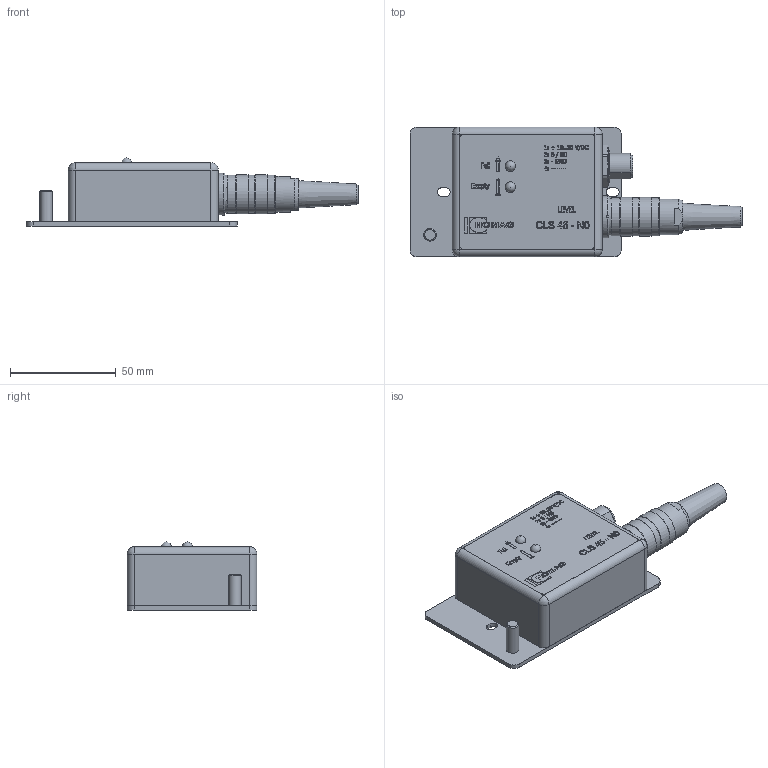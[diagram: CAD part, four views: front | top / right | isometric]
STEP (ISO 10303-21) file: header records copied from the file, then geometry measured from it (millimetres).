
FILE_DESCRIPTION((''),'2;1');
FILE_NAME('Schaltverstärker CLS 45-NO-M12-Homag.stp','2017-08-21T11:54:42',('A. Birkendorf'),(''),'Autodesk Inventor 2011','Autodesk Inventor 2011','');
FILE_SCHEMA(('CONFIG_CONTROL_DESIGN'));
Length unit declared in the file: millimetre
Products named in the file (1): Schaltverstärker CLS 45-NO-M12-Homag
Bounding box: 157.2 x 61.5 x 32.2 mm (x, y, z)
Volume: 148841.3 mm3; surface area: 45237.2 mm2
Topology: 8 solids, 9 shells, 1379 faces, 3599 edges, 2376 vertices
Faces by surface type: plane 833, bspline 306, cylinder 147, cone 62, torus 21, sphere 10
Full cylindrical faces by diameter (mm): 0.77 x4, 0.97 x4, 1 x4, 1.05 x4, 1.49 x3, 2.25 x2, 3 x2, 5 x2, 6 x1, 7.7 x1, 8.3 x1, 10.4 x1, 11 x1, 13 x1, 13.5 x1, 13.85 x1, 15.08 x1, 15.1 x1, 15.188 x1, 15.6 x1, 16 x1, 16.9 x1, 18.1 x1, 18.15 x3, 18.5 x2, 20 x2
Entity records: 46445 total; most frequent: CARTESIAN_POINT 14087, ORIENTED_EDGE 6892, DIRECTION 5350, EDGE_CURVE 3446, VERTEX_POINT 2324, VECTOR 2316, LINE 2316, EDGE_LOOP 1626
